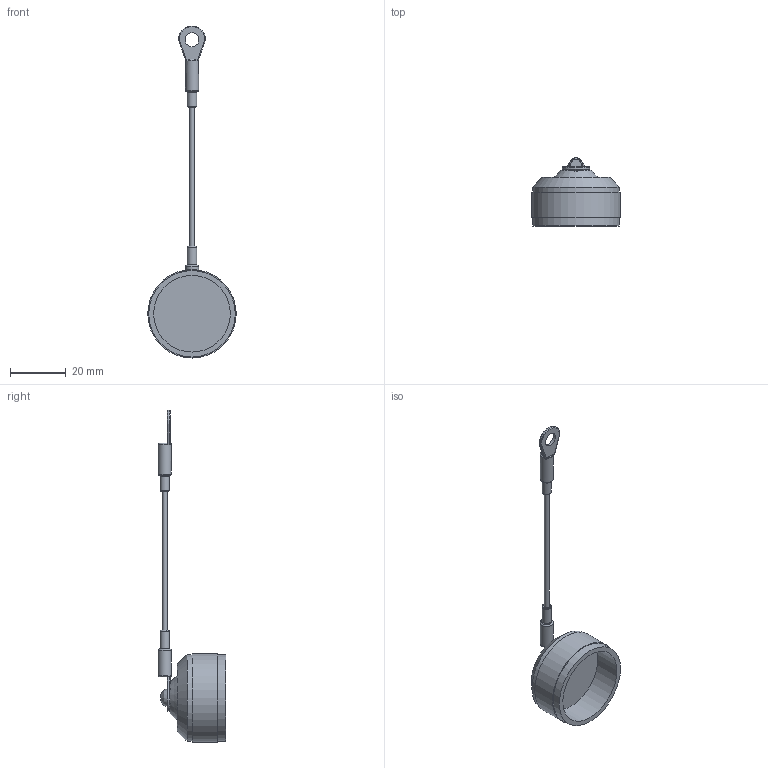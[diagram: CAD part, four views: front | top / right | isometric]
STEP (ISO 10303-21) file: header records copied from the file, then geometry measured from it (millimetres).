
FILE_DESCRIPTION (( 'STEP AP214' ), '1' );
FILE_NAME ('ECRU3201U00.STEP', '2018-01-15T19:53:39', ( '' ), ( '' ), 'SwSTEP 2.0', 'SolidWorks 2014', '' );
FILE_SCHEMA (( 'AUTOMOTIVE_DESIGN' ));
Length unit declared in the file: inch
Products named in the file (3): ECRU3201U00; 3AB10-043-MA3; 3AB10-043-MA6
Assembly tree (2 placements, depth 2):
  ECRU3201U00
    3AB10-043-MA3
    3AB10-043-MA6
Bounding box: 31.75 x 24.31 x 119.21 mm (x, y, z)
Volume: 8339.2 mm3; surface area: 5340.9 mm2
Topology: 4 solids, 4 shells, 67 faces, 139 edges, 87 vertices
Faces by surface type: plane 27, cylinder 23, torus 14, cone 2, bspline 1
Full cylindrical faces by diameter (mm): 1.702 x1, 3.302 x2, 3.428 x1, 3.429 x2, 4.699 x2, 4.978 x1, 27.508 x1, 31.064 x2, 31.75 x1
Entity records: 2152 total; most frequent: CARTESIAN_POINT 453, DIRECTION 276, ORIENTED_EDGE 222, AXIS2_PLACEMENT_3D 122, EDGE_CURVE 111, EDGE_LOOP 100, FACE_OUTER_BOUND 86, VERTEX_POINT 81
